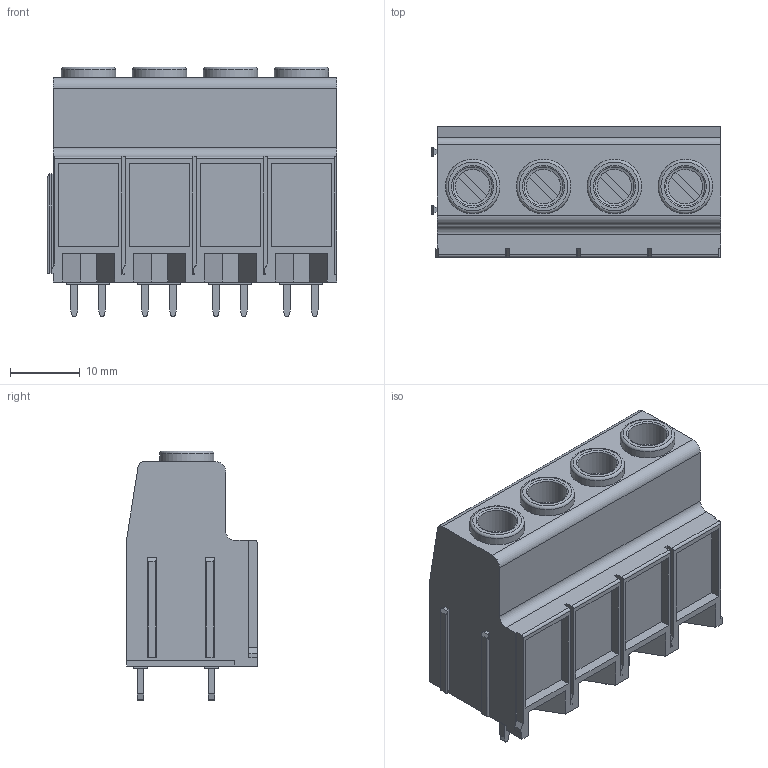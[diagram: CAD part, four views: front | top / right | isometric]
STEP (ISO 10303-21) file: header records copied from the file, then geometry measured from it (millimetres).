
FILE_DESCRIPTION(/* description */ ('Unknown'),/* implementation_level */ '2;1');
FILE_NAME(/* name */ 'MH140-016M204-20230630',/* time_stamp */ '2023-07-03T11:19:54+08:00',/* author */ ('Unknown'),/* organization */ ('Unknown'),/* preprocessor_version */ 'ST-DEVELOPER v16.7',/* originating_system */ 'DEX',/* authorisation */ $);
FILE_SCHEMA (('AUTOMOTIVE_DESIGN {1 0 10303 214 3 1 1}'));
Length unit declared in the file: millimetre
Products named in the file (1): MH140-016M204-20230630
Bounding box: 41.49 x 18.7 x 35.8 mm (x, y, z)
Volume: 18701.8 mm3; surface area: 6124.7 mm2
Topology: 1 solids, 3 shells, 273 faces, 713 edges, 472 vertices
Faces by surface type: plane 222, cylinder 39, torus 8, cone 4
Full cylindrical faces by diameter (mm): 4.902 x4, 5.6 x4, 7.8 x4
Entity records: 8087 total; most frequent: CARTESIAN_POINT 1411, ORIENTED_EDGE 1354, DIRECTION 1327, EDGE_CURVE 677, LINE 575, VECTOR 575, VERTEX_POINT 460, AXIS2_PLACEMENT_3D 376
